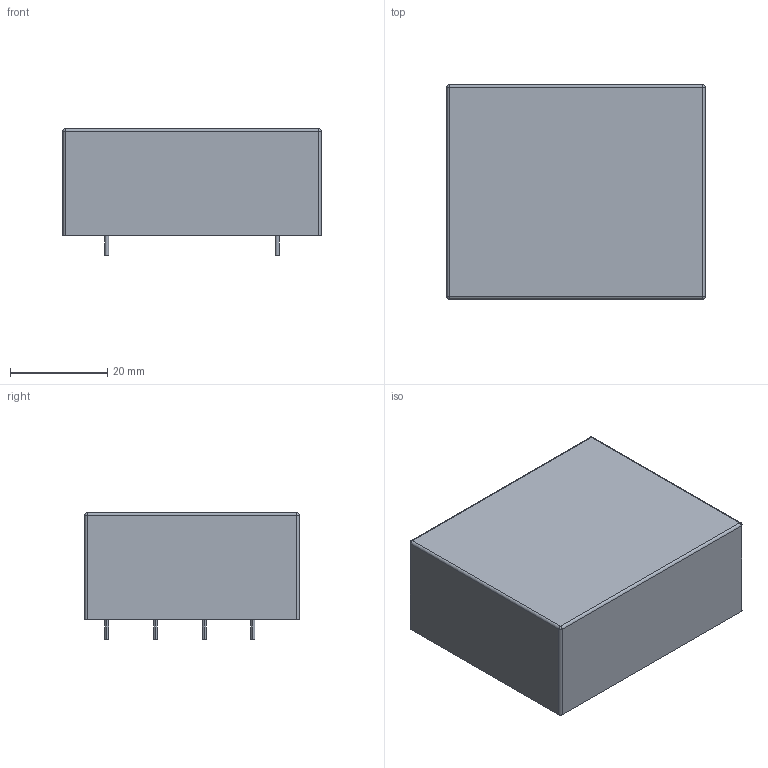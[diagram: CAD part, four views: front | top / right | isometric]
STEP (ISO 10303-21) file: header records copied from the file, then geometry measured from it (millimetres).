
FILE_DESCRIPTION((''),'2;1');
FILE_NAME('XFMR_MYRRA_45027.stp','2010-04-14T17:15:37',(''),(''),'Mechanical Desktop 2010','Mechanical Desktop 2010',', , ');
FILE_SCHEMA(('AUTOMOTIVE_DESIGN { 1 2 10303 214 1 1 1 1 }'));
Length unit declared in the file: millimetre
Products named in the file (1): Product
Bounding box: 53 x 44 x 26 mm (x, y, z)
Volume: 49260 mm3; surface area: 13520.9 mm2
Topology: 10 solids, 10 shells, 89 faces, 184 edges, 116 vertices
Faces by surface type: plane 53, cylinder 32, sphere 4
Entity records: 2372 total; most frequent: DIRECTION 424, CARTESIAN_POINT 386, ORIENTED_EDGE 360, EDGE_CURVE 180, AXIS2_PLACEMENT_3D 154, VERTEX_POINT 116, VECTOR 116, LINE 116
